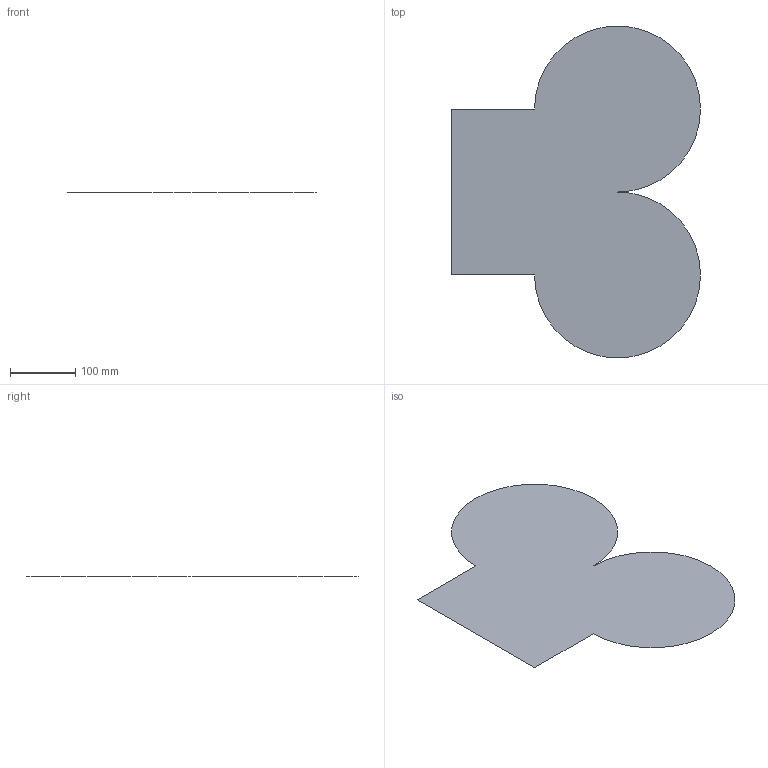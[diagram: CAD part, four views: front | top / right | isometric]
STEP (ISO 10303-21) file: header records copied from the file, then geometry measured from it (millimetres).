
FILE_DESCRIPTION((' '),'1');
FILE_NAME('Mouse Face.stp', '2018-03-22T19:17:26',(' '), (' '), 'KCM Version 1.1.1891.0', 'Kubotek KCM', '');
FILE_SCHEMA(('AUTOMOTIVE_DESIGN'));
Length unit declared in the file: inch
Bounding box: 381 x 508 x 0 mm (x, y, z)
Surface area: 140522.1 mm2 (no closed solid volume)
Topology: 0 solids, 1 shells, 1 faces, 5 edges, 5 vertices
Faces by surface type: plane 1
Entity records: 74 total; most frequent: CARTESIAN_POINT 12, DIRECTION 11, VERTEX_POINT 5, EDGE_CURVE 5, ORIENTED_EDGE 5, AXIS2_PLACEMENT_3D 4, VECTOR 3, LINE 3
